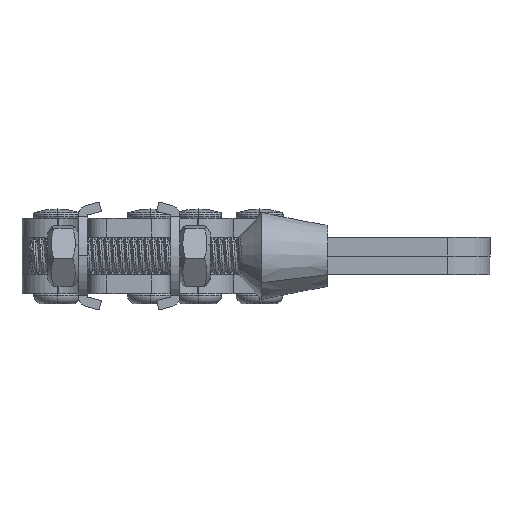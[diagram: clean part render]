
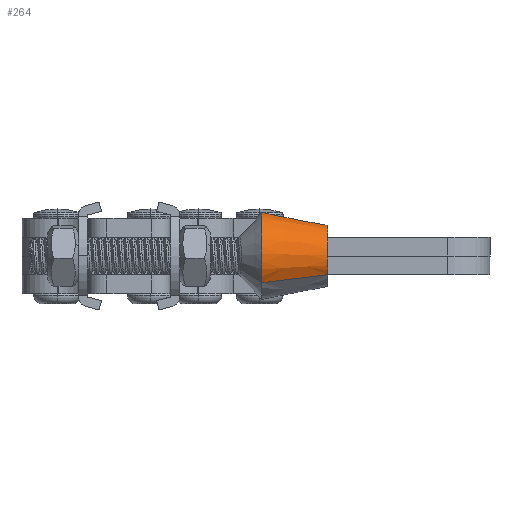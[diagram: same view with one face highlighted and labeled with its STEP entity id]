
A CAD part, left-side view. The second image highlights one B-rep face of the part: STEP entity #264.
In plain terms, the highlighted conical face has half-angle 11.113 degrees and reference radius 9.25 mm.
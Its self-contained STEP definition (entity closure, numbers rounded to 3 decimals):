
#264 = ADVANCED_FACE ( 'NONE', ( #2016 ), #26094, .T. ) ;
#920 = DIRECTION ( 'NONE',  ( 0., 0., 1. ) ) ;
#1205 = CIRCLE ( 'NONE', #3513, 6.5 ) ;
#2016 = FACE_OUTER_BOUND ( 'NONE', #5585, .T. ) ;
#3513 = AXIS2_PLACEMENT_3D ( 'NONE', #26400, #12007, #28809 ) ;
#3683 = DIRECTION ( 'NONE',  ( 0., -1., 0. ) ) ;
#5429 = LINE ( 'NONE', #25783, #23867 ) ;
#5525 = DIRECTION ( 'NONE',  ( 0., -0.193, 0.981 ) ) ;
#5585 = EDGE_LOOP ( 'NONE', ( #14025, #18797, #9686, #27541 ) ) ;
#6111 = VERTEX_POINT ( 'NONE', #14015 ) ;
#7022 = CARTESIAN_POINT ( 'NONE',  ( 0., 0., 5.5 ) ) ;
#8025 = LINE ( 'NONE', #12796, #14474 ) ;
#8604 = VERTEX_POINT ( 'NONE', #10050 ) ;
#9686 = ORIENTED_EDGE ( 'NONE', *, *, #18035, .F. ) ;
#9889 = EDGE_CURVE ( 'NONE', #6111, #18060, #5429, .T. ) ;
#10050 = CARTESIAN_POINT ( 'NONE',  ( 0., -9.25, 5.5 ) ) ;
#10104 = DIRECTION ( 'NONE',  ( 0., 0., 1. ) ) ;
#10752 = EDGE_CURVE ( 'NONE', #24549, #6111, #1205, .T. ) ;
#12007 = DIRECTION ( 'NONE',  ( 0., 0., 1. ) ) ;
#12796 = CARTESIAN_POINT ( 'NONE',  ( 0., -9.25, 5.5 ) ) ;
#13666 = AXIS2_PLACEMENT_3D ( 'NONE', #7022, #10104, #3683 ) ;
#14015 = CARTESIAN_POINT ( 'NONE',  ( 0., 6.5, -8.5 ) ) ;
#14025 = ORIENTED_EDGE ( 'NONE', *, *, #10752, .T. ) ;
#14474 = VECTOR ( 'NONE', #5525, 1000. ) ;
#15353 = CARTESIAN_POINT ( 'NONE',  ( 0., 0., 5.5 ) ) ;
#17764 = DIRECTION ( 'NONE',  ( 0., -1., 0. ) ) ;
#18035 = EDGE_CURVE ( 'NONE', #8604, #18060, #19478, .T. ) ;
#18060 = VERTEX_POINT ( 'NONE', #30797 ) ;
#18797 = ORIENTED_EDGE ( 'NONE', *, *, #9889, .T. ) ;
#18883 = AXIS2_PLACEMENT_3D ( 'NONE', #15353, #920, #17764 ) ;
#19478 = CIRCLE ( 'NONE', #18883, 9.25 ) ;
#23604 = EDGE_CURVE ( 'NONE', #24549, #8604, #8025, .T. ) ;
#23867 = VECTOR ( 'NONE', #30620, 1000. ) ;
#24441 = CARTESIAN_POINT ( 'NONE',  ( 0., -6.5, -8.5 ) ) ;
#24549 = VERTEX_POINT ( 'NONE', #24441 ) ;
#25783 = CARTESIAN_POINT ( 'NONE',  ( 0., 9.25, 5.5 ) ) ;
#26094 = CONICAL_SURFACE ( 'NONE', #13666, 9.25, 0.194 ) ;
#26400 = CARTESIAN_POINT ( 'NONE',  ( 0., 0., -8.5 ) ) ;
#27541 = ORIENTED_EDGE ( 'NONE', *, *, #23604, .F. ) ;
#28809 = DIRECTION ( 'NONE',  ( 0., -1., 0. ) ) ;
#30620 = DIRECTION ( 'NONE',  ( 0., 0.193, 0.981 ) ) ;
#30797 = CARTESIAN_POINT ( 'NONE',  ( 0., 9.25, 5.5 ) ) ;
